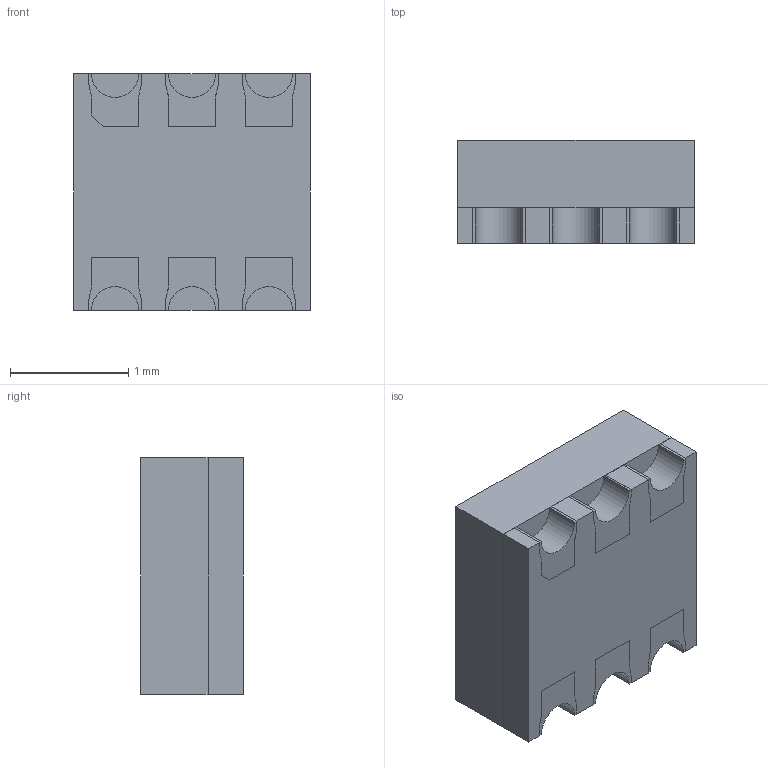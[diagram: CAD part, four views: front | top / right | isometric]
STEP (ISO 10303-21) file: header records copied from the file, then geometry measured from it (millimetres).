
FILE_DESCRIPTION (( 'STEP AP214' ), '1' );
FILE_NAME ('User Library-dfn6-vishay.STEP', '2020-12-02T17:17:30', ( '' ), ( '' ), 'SwSTEP 2.0', 'SolidWorks 2020', '' );
FILE_SCHEMA (( 'AUTOMOTIVE_DESIGN' ));
Length unit declared in the file: millimetre
Products named in the file (1): User Library-dfn6-vishay
Bounding box: 2 x 0.87 x 2 mm (x, y, z)
Volume: 3.6 mm3; surface area: 30.4 mm2
Topology: 15 solids, 15 shells, 227 faces, 567 edges, 370 vertices
Faces by surface type: plane 170, cylinder 57
Entity records: 7038 total; most frequent: CARTESIAN_POINT 1432, ORIENTED_EDGE 1134, DIRECTION 1024, EDGE_CURVE 567, LINE 388, VECTOR 388, VERTEX_POINT 370, AXIS2_PLACEMENT_3D 318
